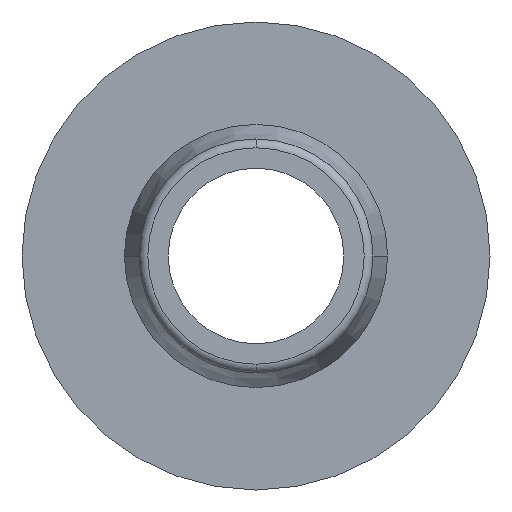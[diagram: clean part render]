
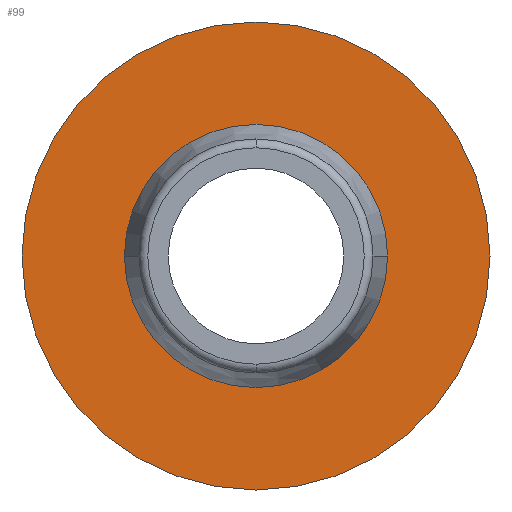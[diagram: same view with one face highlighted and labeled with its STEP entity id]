
A CAD part, front view. The second image highlights one B-rep face of the part: STEP entity #99.
In plain terms, the highlighted planar face has unit normal (0, -1, 0).
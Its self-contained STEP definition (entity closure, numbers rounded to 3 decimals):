
#99=ADVANCED_FACE('',(#217,#218),#219,.T.);
#217=FACE_OUTER_BOUND('',#354,.T.);
#218=FACE_BOUND('',#355,.T.);
#219=PLANE('',#356);
#354=EDGE_LOOP('',(#573,#574));
#355=EDGE_LOOP('',(#575,#576));
#356=AXIS2_PLACEMENT_3D('',#577,#578,#579);
#573=ORIENTED_EDGE('',*,*,#793,.T.);
#574=ORIENTED_EDGE('',*,*,#840,.T.);
#575=ORIENTED_EDGE('',*,*,#819,.F.);
#576=ORIENTED_EDGE('',*,*,#841,.F.);
#577=CARTESIAN_POINT('',(0.0,14.0,0.0));
#578=DIRECTION('',(0.0,-1.0,0.0));
#579=DIRECTION('',(-1.0,0.0,0.0));
#793=EDGE_CURVE('',#933,#938,#940,.T.);
#819=EDGE_CURVE('',#978,#976,#980,.T.);
#840=EDGE_CURVE('',#938,#933,#1011,.T.);
#841=EDGE_CURVE('',#976,#978,#1012,.T.);
#933=VERTEX_POINT('',#1120);
#938=VERTEX_POINT('',#1126);
#940=CIRCLE('',#1129,8.0);
#976=VERTEX_POINT('',#1169);
#978=VERTEX_POINT('',#1172);
#980=CIRCLE('',#1175,4.5);
#1011=CIRCLE('',#1212,8.0);
#1012=CIRCLE('',#1213,4.5);
#1120=CARTESIAN_POINT('',(8.0,14.0,0.0));
#1126=CARTESIAN_POINT('',(-8.0,14.0,0.));
#1129=AXIS2_PLACEMENT_3D('',#1319,#1320,#1321);
#1169=CARTESIAN_POINT('',(4.5,14.0,0.));
#1172=CARTESIAN_POINT('',(-4.5,14.0,0.));
#1175=AXIS2_PLACEMENT_3D('',#1367,#1368,#1369);
#1212=AXIS2_PLACEMENT_3D('',#1400,#1401,#1402);
#1213=AXIS2_PLACEMENT_3D('',#1403,#1404,#1405);
#1319=CARTESIAN_POINT('',(0.0,14.0,0.0));
#1320=DIRECTION('',(0.0,-1.0,0.0));
#1321=DIRECTION('',(1.0,0.0,0.0));
#1367=CARTESIAN_POINT('',(0.0,14.0,0.0));
#1368=DIRECTION('',(0.0,-1.0,0.0));
#1369=DIRECTION('',(1.0,0.0,0.0));
#1400=CARTESIAN_POINT('',(0.0,14.0,0.0));
#1401=DIRECTION('',(0.0,-1.0,0.0));
#1402=DIRECTION('',(1.0,0.0,0.0));
#1403=CARTESIAN_POINT('',(0.0,14.0,0.0));
#1404=DIRECTION('',(0.0,-1.0,0.0));
#1405=DIRECTION('',(1.0,0.0,0.0));
